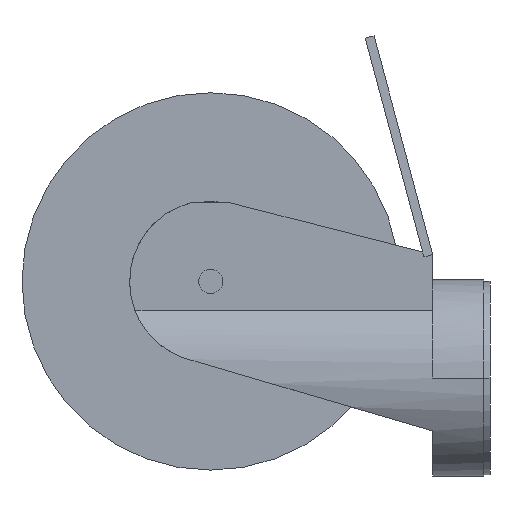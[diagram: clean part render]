
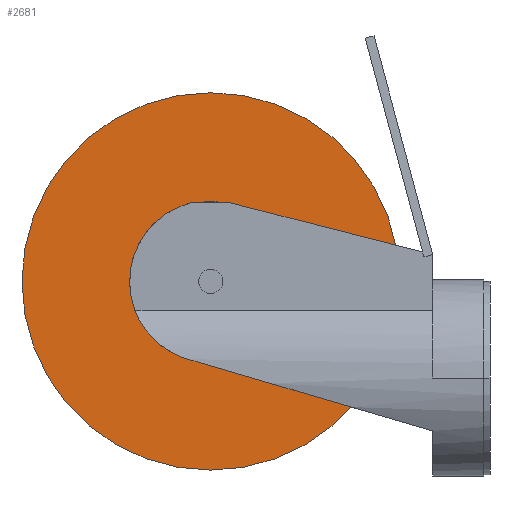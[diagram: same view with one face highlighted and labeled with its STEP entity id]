
A CAD part, left-side view. The second image highlights one B-rep face of the part: STEP entity #2681.
In plain terms, the highlighted planar face has unit normal (-1, 0, 0).
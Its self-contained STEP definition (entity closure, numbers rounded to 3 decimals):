
#2292=CARTESIAN_POINT('',(-18.5,0.,0.));
#2293=DIRECTION('',(-1.,0.,0.));
#2294=DIRECTION('',(0.,0.,-1.));
#2295=AXIS2_PLACEMENT_3D('',#2292,#2293,#2294);
#2300=CARTESIAN_POINT('',(-18.5,0.,0.));
#2301=DIRECTION('',(1.,0.,0.));
#2302=DIRECTION('',(0.,0.,-1.));
#2303=AXIS2_PLACEMENT_3D('',#2300,#2301,#2302);
#2308=CARTESIAN_POINT('',(-18.5,0.,0.));
#2309=DIRECTION('',(1.,0.,0.));
#2310=DIRECTION('',(0.,0.,-1.));
#2311=AXIS2_PLACEMENT_3D('',#2308,#2309,#2310);
#2330=CARTESIAN_POINT('',(-18.5,0.,0.));
#2331=DIRECTION('',(-1.,0.,0.));
#2332=DIRECTION('',(0.,0.,-1.));
#2333=AXIS2_PLACEMENT_3D('',#2330,#2331,#2332);
#2485=CARTESIAN_POINT('',(-18.5,0.,-62.5));
#2487=VERTEX_POINT('',#2485);
#2488=CARTESIAN_POINT('',(-18.5,0.,-26.5));
#2490=VERTEX_POINT('',#2488);
#2505=CARTESIAN_POINT('',(-18.5,0.,62.5));
#2507=VERTEX_POINT('',#2505);
#2508=CARTESIAN_POINT('',(-18.5,0.,26.5));
#2510=VERTEX_POINT('',#2508);
#2666=CARTESIAN_POINT('',(-18.5,0.,0.));
#2667=DIRECTION('',(1.,0.,0.));
#2668=DIRECTION('',(0.,0.,1.));
#2669=AXIS2_PLACEMENT_3D('',#2666,#2667,#2668);
#2670=PLANE('',#2669);
#2671=ORIENTED_EDGE('',*,*,#2659,.F.);
#2672=ORIENTED_EDGE('',*,*,#2648,.T.);
#2673=EDGE_LOOP('',(#2671,#2672));
#2674=FACE_OUTER_BOUND('',#2673,.F.);
#2676=ORIENTED_EDGE('',*,*,#2675,.F.);
#2678=ORIENTED_EDGE('',*,*,#2677,.T.);
#2679=EDGE_LOOP('',(#2676,#2678));
#2680=FACE_BOUND('',#2679,.F.);
#2296=CIRCLE('',#2295,62.5);
#2304=CIRCLE('',#2303,62.5);
#2312=CIRCLE('',#2311,26.5);
#2334=CIRCLE('',#2333,26.5);
#2648=EDGE_CURVE('',#2487,#2507,#2304,.T.);
#2659=EDGE_CURVE('',#2487,#2507,#2296,.T.);
#2675=EDGE_CURVE('',#2490,#2510,#2312,.T.);
#2677=EDGE_CURVE('',#2490,#2510,#2334,.T.);
#2681=ADVANCED_FACE('',(#2674,#2680),#2670,.F.);
